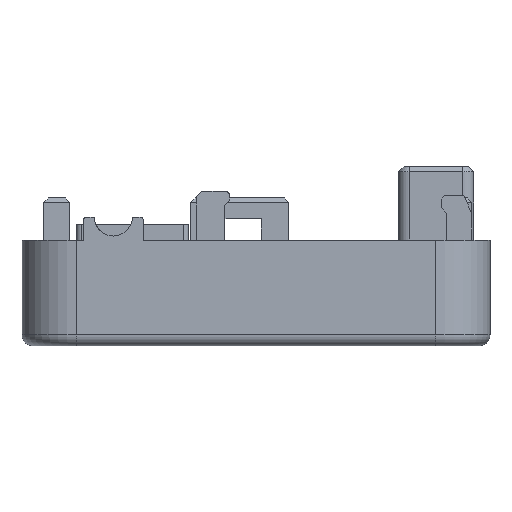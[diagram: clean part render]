
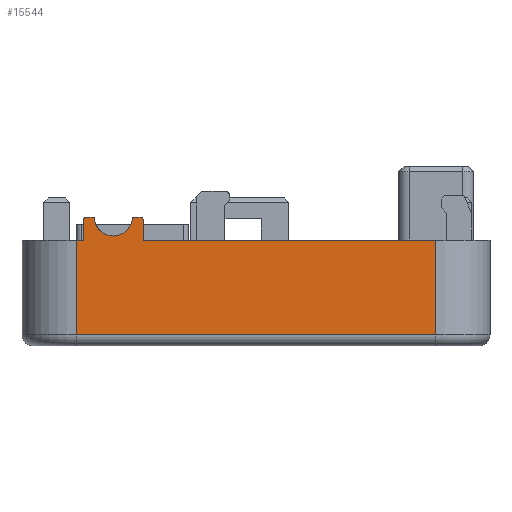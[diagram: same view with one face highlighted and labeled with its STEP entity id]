
A CAD part, front view. The second image highlights one B-rep face of the part: STEP entity #15544.
In plain terms, the highlighted planar face has unit normal (0, -1, 0).
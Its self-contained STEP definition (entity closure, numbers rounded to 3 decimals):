
#810=PLANE('',#16404);
#1419=FACE_OUTER_BOUND('',#2251,.T.);
#2251=EDGE_LOOP('',(#13066,#13067,#13068,#13069,#13070,#13071,#13072,#13073,
#13074,#13075,#13076,#13077));
#3349=LINE('',#23985,#5085);
#3353=LINE('',#24001,#5089);
#3897=LINE('',#26435,#5633);
#3903=LINE('',#26463,#5639);
#3919=LINE('',#26663,#5655);
#3920=LINE('',#26666,#5656);
#3921=LINE('',#26668,#5657);
#3922=LINE('',#26669,#5658);
#3923=LINE('',#26672,#5659);
#5085=VECTOR('',#18356,1000.);
#5089=VECTOR('',#18368,1000.);
#5633=VECTOR('',#19262,1000.);
#5639=VECTOR('',#19276,1000.);
#5655=VECTOR('',#19330,1000.);
#5656=VECTOR('',#19333,1000.);
#5657=VECTOR('',#19334,1000.);
#5658=VECTOR('',#19335,1000.);
#5659=VECTOR('',#19338,1000.);
#6160=CIRCLE('',#16403,1.75);
#6161=CIRCLE('',#16405,0.3);
#6162=CIRCLE('',#16406,0.3);
#7031=VERTEX_POINT('',#23982);
#7032=VERTEX_POINT('',#23984);
#7039=VERTEX_POINT('',#23998);
#7040=VERTEX_POINT('',#24000);
#7454=VERTEX_POINT('',#26433);
#7459=VERTEX_POINT('',#26462);
#7476=VERTEX_POINT('',#26634);
#7477=VERTEX_POINT('',#26635);
#7480=VERTEX_POINT('',#26662);
#7481=VERTEX_POINT('',#26665);
#7482=VERTEX_POINT('',#26667);
#7483=VERTEX_POINT('',#26670);
#8821=EDGE_CURVE('',#7032,#7031,#3349,.T.);
#8829=EDGE_CURVE('',#7040,#7039,#3353,.T.);
#9460=EDGE_CURVE('',#7031,#7454,#3897,.T.);
#9468=EDGE_CURVE('',#7459,#7040,#3903,.T.);
#9498=EDGE_CURVE('',#7476,#7477,#6160,.T.);
#9503=EDGE_CURVE('',#7477,#7480,#3919,.T.);
#9504=EDGE_CURVE('',#7480,#7459,#6161,.T.);
#9505=EDGE_CURVE('',#7039,#7481,#3920,.T.);
#9506=EDGE_CURVE('',#7481,#7482,#3921,.T.);
#9507=EDGE_CURVE('',#7482,#7032,#3922,.T.);
#9508=EDGE_CURVE('',#7454,#7483,#6162,.T.);
#9509=EDGE_CURVE('',#7483,#7476,#3923,.T.);
#13066=ORIENTED_EDGE('',*,*,#9498,.T.);
#13067=ORIENTED_EDGE('',*,*,#9503,.T.);
#13068=ORIENTED_EDGE('',*,*,#9504,.T.);
#13069=ORIENTED_EDGE('',*,*,#9468,.T.);
#13070=ORIENTED_EDGE('',*,*,#8829,.T.);
#13071=ORIENTED_EDGE('',*,*,#9505,.T.);
#13072=ORIENTED_EDGE('',*,*,#9506,.T.);
#13073=ORIENTED_EDGE('',*,*,#9507,.T.);
#13074=ORIENTED_EDGE('',*,*,#8821,.T.);
#13075=ORIENTED_EDGE('',*,*,#9460,.T.);
#13076=ORIENTED_EDGE('',*,*,#9508,.T.);
#13077=ORIENTED_EDGE('',*,*,#9509,.T.);
#15544=ADVANCED_FACE('',(#1419),#810,.T.);
#16403=AXIS2_PLACEMENT_3D('',#26636,#19324,#19325);
#16404=AXIS2_PLACEMENT_3D('',#26661,#19328,#19329);
#16405=AXIS2_PLACEMENT_3D('',#26664,#19331,#19332);
#16406=AXIS2_PLACEMENT_3D('',#26671,#19336,#19337);
#18356=DIRECTION('',(-1.,0.,0.));
#18368=DIRECTION('',(-1.,0.,0.));
#19262=DIRECTION('',(0.,0.,1.));
#19276=DIRECTION('',(0.,0.,-1.));
#19324=DIRECTION('center_axis',(0.,1.,0.));
#19325=DIRECTION('ref_axis',(1.,0.,0.));
#19328=DIRECTION('center_axis',(0.,-1.,0.));
#19329=DIRECTION('ref_axis',(1.,0.,0.));
#19330=DIRECTION('',(-1.,0.,0.));
#19331=DIRECTION('center_axis',(0.,-1.,0.));
#19332=DIRECTION('ref_axis',(1.,0.,0.));
#19333=DIRECTION('',(0.,0.,-1.));
#19334=DIRECTION('',(1.,0.,0.));
#19335=DIRECTION('',(0.,0.,1.));
#19336=DIRECTION('center_axis',(0.,-1.,0.));
#19337=DIRECTION('ref_axis',(-1.,0.,0.));
#19338=DIRECTION('',(-1.,0.,0.));
#23982=CARTESIAN_POINT('',(6.902,-10.148,5.305));
#23984=CARTESIAN_POINT('',(33.755,-10.148,5.305));
#23985=CARTESIAN_POINT('',(38.755,-10.148,5.305));
#23998=CARTESIAN_POINT('',(0.755,-10.148,5.305));
#24000=CARTESIAN_POINT('',(1.402,-10.148,5.305));
#24001=CARTESIAN_POINT('',(38.755,-10.148,5.305));
#26433=CARTESIAN_POINT('',(6.902,-10.148,7.155));
#26435=CARTESIAN_POINT('',(6.902,-10.148,7.155));
#26462=CARTESIAN_POINT('',(1.402,-10.148,7.155));
#26463=CARTESIAN_POINT('',(1.402,-10.148,7.155));
#26634=CARTESIAN_POINT('',(5.902,-10.148,7.455));
#26635=CARTESIAN_POINT('',(2.402,-10.148,7.455));
#26636=CARTESIAN_POINT('Origin',(4.152,-10.148,7.455));
#26661=CARTESIAN_POINT('Origin',(38.755,-10.148,2.805));
#26662=CARTESIAN_POINT('',(1.702,-10.148,7.455));
#26663=CARTESIAN_POINT('',(5.332,-10.148,7.455));
#26664=CARTESIAN_POINT('Origin',(1.702,-10.148,7.155));
#26665=CARTESIAN_POINT('',(0.755,-10.148,-3.375));
#26666=CARTESIAN_POINT('',(0.755,-10.148,2.805));
#26667=CARTESIAN_POINT('',(33.755,-10.148,-3.375));
#26668=CARTESIAN_POINT('',(38.755,-10.148,-3.375));
#26669=CARTESIAN_POINT('',(33.755,-10.148,2.805));
#26670=CARTESIAN_POINT('',(6.602,-10.148,7.455));
#26671=CARTESIAN_POINT('Origin',(6.602,-10.148,7.155));
#26672=CARTESIAN_POINT('',(9.532,-10.148,7.455));
